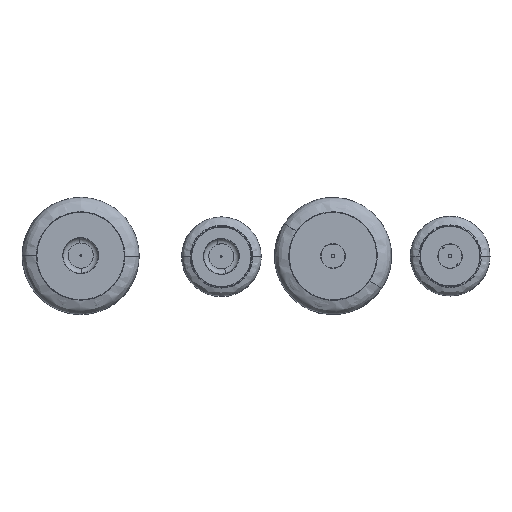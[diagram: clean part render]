
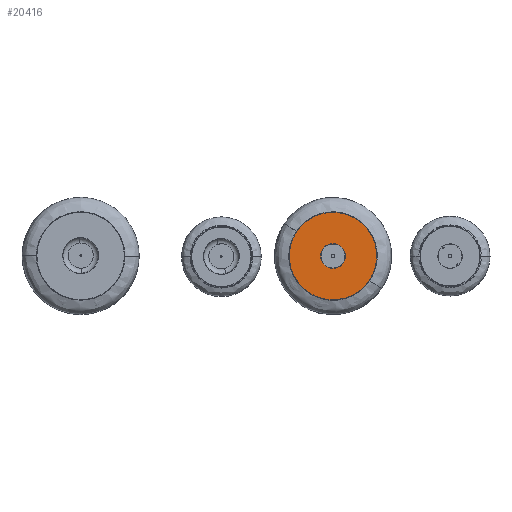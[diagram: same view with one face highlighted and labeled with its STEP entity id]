
A CAD part, top view. The second image highlights one B-rep face of the part: STEP entity #20416.
In plain terms, the highlighted planar face has unit normal (0, 0, 1).
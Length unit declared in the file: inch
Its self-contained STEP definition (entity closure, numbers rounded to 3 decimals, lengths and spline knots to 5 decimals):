
#366 = DIRECTION ( 'NONE',  ( 0., 0., 1. ) ) ;
#1202 = CARTESIAN_POINT ( 'NONE',  ( 38.70917, -0.08342, 67.99398 ) ) ;
#2711 = DIRECTION ( 'NONE',  ( 0., 0., 1. ) ) ;
#3608 = FACE_BOUND ( 'NONE', #28008, .T. ) ;
#4442 = ORIENTED_EDGE ( 'NONE', *, *, #15488, .F. ) ;
#5607 = PLANE ( 'NONE',  #16518 ) ;
#6084 = CARTESIAN_POINT ( 'NONE',  ( 45.54033, -4.66588, 67.99398 ) ) ;
#6326 = AXIS2_PLACEMENT_3D ( 'NONE', #14521, #366, #22107 ) ;
#9664 = VERTEX_POINT ( 'NONE', #19564 ) ;
#11140 = AXIS2_PLACEMENT_3D ( 'NONE', #26941, #14993, #20107 ) ;
#11683 = CIRCLE ( 'NONE', #26014, 8.22579 ) ;
#11874 = VERTEX_POINT ( 'NONE', #6084 ) ;
#14521 = CARTESIAN_POINT ( 'NONE',  ( 38.70917, -0.08342, 67.99398 ) ) ;
#14993 = DIRECTION ( 'NONE',  ( 0., 0., 1. ) ) ;
#15488 = EDGE_CURVE ( 'NONE', #9664, #22414, #24475, .T. ) ;
#15913 = ORIENTED_EDGE ( 'NONE', *, *, #29079, .T. ) ;
#16386 = EDGE_LOOP ( 'NONE', ( #15913, #22147 ) ) ;
#16518 = AXIS2_PLACEMENT_3D ( 'NONE', #17628, #27094, #22427 ) ;
#16729 = CARTESIAN_POINT ( 'NONE',  ( 38.70917, -0.08342, 67.99398 ) ) ;
#17628 = CARTESIAN_POINT ( 'NONE',  ( 45.58144, -4.69346, 67.99398 ) ) ;
#18016 = CIRCLE ( 'NONE', #21014, 0.93504 ) ;
#18127 = CIRCLE ( 'NONE', #6326, 8.22579 ) ;
#19262 = EDGE_CURVE ( 'NONE', #22414, #9664, #18016, .T. ) ;
#19564 = CARTESIAN_POINT ( 'NONE',  ( 39.23006, 0.69309, 67.99398 ) ) ;
#20107 = DIRECTION ( 'NONE',  ( -0.557, -0.83, 0. ) ) ;
#20416 = ADVANCED_FACE ( 'NONE', ( #3608, #24913 ), #5607, .F. ) ;
#21014 = AXIS2_PLACEMENT_3D ( 'NONE', #16729, #2711, #28062 ) ;
#22107 = DIRECTION ( 'NONE',  ( 0.83, -0.557, 0. ) ) ;
#22147 = ORIENTED_EDGE ( 'NONE', *, *, #26395, .T. ) ;
#22414 = VERTEX_POINT ( 'NONE', #25128 ) ;
#22427 = DIRECTION ( 'NONE',  ( 0.83, -0.557, 0. ) ) ;
#22602 = VERTEX_POINT ( 'NONE', #28368 ) ;
#24475 = CIRCLE ( 'NONE', #11140, 0.93504 ) ;
#24913 = FACE_OUTER_BOUND ( 'NONE', #16386, .T. ) ;
#25128 = CARTESIAN_POINT ( 'NONE',  ( 38.18827, -0.85993, 67.99398 ) ) ;
#26014 = AXIS2_PLACEMENT_3D ( 'NONE', #1202, #29503, #29648 ) ;
#26395 = EDGE_CURVE ( 'NONE', #11874, #22602, #11683, .T. ) ;
#26941 = CARTESIAN_POINT ( 'NONE',  ( 38.70917, -0.08342, 67.99398 ) ) ;
#27094 = DIRECTION ( 'NONE',  ( 0., 0., -1. ) ) ;
#28008 = EDGE_LOOP ( 'NONE', ( #30153, #4442 ) ) ;
#28062 = DIRECTION ( 'NONE',  ( -0.557, -0.83, 0. ) ) ;
#28368 = CARTESIAN_POINT ( 'NONE',  ( 31.878, 4.49904, 67.99398 ) ) ;
#29079 = EDGE_CURVE ( 'NONE', #22602, #11874, #18127, .T. ) ;
#29503 = DIRECTION ( 'NONE',  ( 0., 0., 1. ) ) ;
#29648 = DIRECTION ( 'NONE',  ( 0.83, -0.557, 0. ) ) ;
#30153 = ORIENTED_EDGE ( 'NONE', *, *, #19262, .F. ) ;
